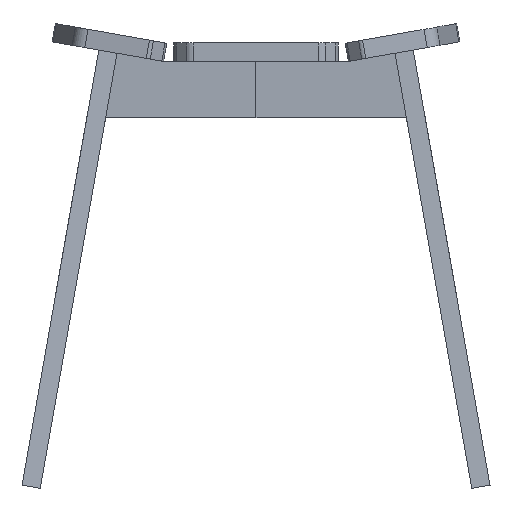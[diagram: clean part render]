
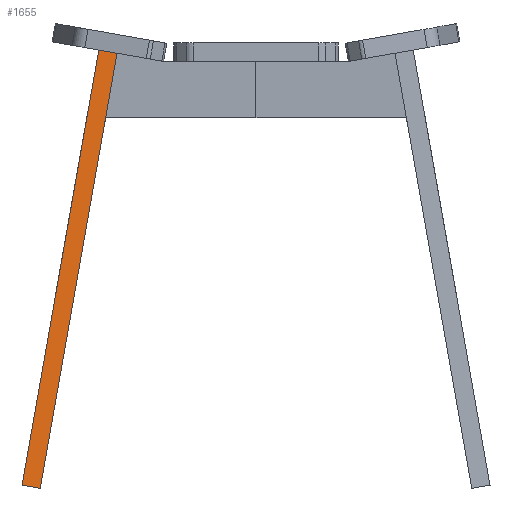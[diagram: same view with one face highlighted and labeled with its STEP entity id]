
A CAD part, left-side view. The second image highlights one B-rep face of the part: STEP entity #1655.
In plain terms, the highlighted planar face has unit normal (-0.996, -0.016, 0.09).
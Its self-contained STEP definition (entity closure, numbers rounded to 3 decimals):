
#1655 = ADVANCED_FACE('',(#1656),#1670,.T.);
#1656 = FACE_BOUND('',#1657,.T.);
#1657 = EDGE_LOOP('',(#1658,#1693,#1721,#1749));
#1658 = ORIENTED_EDGE('',*,*,#1659,.T.);
#1659 = EDGE_CURVE('',#1660,#1662,#1664,.T.);
#1660 = VERTEX_POINT('',#1661);
#1661 = CARTESIAN_POINT('',(-124.359,228.723,
    10.572));
#1662 = VERTEX_POINT('',#1663);
#1663 = CARTESIAN_POINT('',(-124.359,210.997,
    7.446));
#1664 = SURFACE_CURVE('',#1665,(#1669,#1681),.PCURVE_S1.);
#1665 = LINE('',#1666,#1667);
#1666 = CARTESIAN_POINT('',(-124.359,228.723,
    10.572));
#1667 = VECTOR('',#1668,1.);
#1668 = DIRECTION('',(0.,-0.985,-0.174));
#1669 = PCURVE('',#1670,#1675);
#1670 = PLANE('',#1671);
#1671 = AXIS2_PLACEMENT_3D('',#1672,#1673,#1674);
#1672 = CARTESIAN_POINT('',(-124.359,228.723,
    10.572));
#1673 = DIRECTION('',(-0.996,-0.016,
    0.09));
#1674 = DIRECTION('',(0.091,-0.173,0.981
    ));
#1675 = DEFINITIONAL_REPRESENTATION('',(#1676),#1680);
#1676 = LINE('',#1677,#1678);
#1677 = CARTESIAN_POINT('',(0.,0.));
#1678 = VECTOR('',#1679,1.);
#1679 = DIRECTION('',(0.,-1.));
#1680 = ( GEOMETRIC_REPRESENTATION_CONTEXT(2) 
PARAMETRIC_REPRESENTATION_CONTEXT() REPRESENTATION_CONTEXT('2D SPACE',''
  ) );
#1681 = PCURVE('',#1682,#1687);
#1682 = PLANE('',#1683);
#1683 = AXIS2_PLACEMENT_3D('',#1684,#1685,#1686);
#1684 = CARTESIAN_POINT('',(-99.359,228.723,
    10.572));
#1685 = DIRECTION('',(0.,0.174,-0.985));
#1686 = DIRECTION('',(-1.,0.,0.));
#1687 = DEFINITIONAL_REPRESENTATION('',(#1688),#1692);
#1688 = LINE('',#1689,#1690);
#1689 = CARTESIAN_POINT('',(25.,0.));
#1690 = VECTOR('',#1691,1.);
#1691 = DIRECTION('',(0.,-1.));
#1692 = ( GEOMETRIC_REPRESENTATION_CONTEXT(2) 
PARAMETRIC_REPRESENTATION_CONTEXT() REPRESENTATION_CONTEXT('2D SPACE',''
  ) );
#1693 = ORIENTED_EDGE('',*,*,#1694,.T.);
#1694 = EDGE_CURVE('',#1662,#1695,#1697,.T.);
#1695 = VERTEX_POINT('',#1696);
#1696 = CARTESIAN_POINT('',(-85.,136.328,430.914));
#1697 = SURFACE_CURVE('',#1698,(#1702,#1709),.PCURVE_S1.);
#1698 = LINE('',#1699,#1700);
#1699 = CARTESIAN_POINT('',(-124.359,210.997,
    7.446));
#1700 = VECTOR('',#1701,1.);
#1701 = DIRECTION('',(0.091,-0.173,0.981
    ));
#1702 = PCURVE('',#1670,#1703);
#1703 = DEFINITIONAL_REPRESENTATION('',(#1704),#1708);
#1704 = LINE('',#1705,#1706);
#1705 = CARTESIAN_POINT('',(0.,-18.));
#1706 = VECTOR('',#1707,1.);
#1707 = DIRECTION('',(1.,0.));
#1708 = ( GEOMETRIC_REPRESENTATION_CONTEXT(2) 
PARAMETRIC_REPRESENTATION_CONTEXT() REPRESENTATION_CONTEXT('2D SPACE',''
  ) );
#1709 = PCURVE('',#1710,#1715);
#1710 = PLANE('',#1711);
#1711 = AXIS2_PLACEMENT_3D('',#1712,#1713,#1714);
#1712 = CARTESIAN_POINT('',(-124.359,210.997,
    7.446));
#1713 = DIRECTION('',(0.,-0.985,-0.174));
#1714 = DIRECTION('',(0.,0.174,-0.985));
#1715 = DEFINITIONAL_REPRESENTATION('',(#1716),#1720);
#1716 = LINE('',#1717,#1718);
#1717 = CARTESIAN_POINT('',(0.,0.));
#1718 = VECTOR('',#1719,1.);
#1719 = DIRECTION('',(-0.996,0.091));
#1720 = ( GEOMETRIC_REPRESENTATION_CONTEXT(2) 
PARAMETRIC_REPRESENTATION_CONTEXT() REPRESENTATION_CONTEXT('2D SPACE',''
  ) );
#1721 = ORIENTED_EDGE('',*,*,#1722,.F.);
#1722 = EDGE_CURVE('',#1723,#1695,#1725,.T.);
#1723 = VERTEX_POINT('',#1724);
#1724 = CARTESIAN_POINT('',(-85.,154.054,434.039));
#1725 = SURFACE_CURVE('',#1726,(#1730,#1737),.PCURVE_S1.);
#1726 = LINE('',#1727,#1728);
#1727 = CARTESIAN_POINT('',(-85.,154.054,434.039));
#1728 = VECTOR('',#1729,1.);
#1729 = DIRECTION('',(0.,-0.985,-0.174));
#1730 = PCURVE('',#1670,#1731);
#1731 = DEFINITIONAL_REPRESENTATION('',(#1732),#1736);
#1732 = LINE('',#1733,#1734);
#1733 = CARTESIAN_POINT('',(431.798,0.));
#1734 = VECTOR('',#1735,1.);
#1735 = DIRECTION('',(0.,-1.));
#1736 = ( GEOMETRIC_REPRESENTATION_CONTEXT(2) 
PARAMETRIC_REPRESENTATION_CONTEXT() REPRESENTATION_CONTEXT('2D SPACE',''
  ) );
#1737 = PCURVE('',#1738,#1743);
#1738 = PLANE('',#1739);
#1739 = AXIS2_PLACEMENT_3D('',#1740,#1741,#1742);
#1740 = CARTESIAN_POINT('',(-85.,154.054,434.039));
#1741 = DIRECTION('',(0.,-0.174,0.985));
#1742 = DIRECTION('',(1.,0.,0.));
#1743 = DEFINITIONAL_REPRESENTATION('',(#1744),#1748);
#1744 = LINE('',#1745,#1746);
#1745 = CARTESIAN_POINT('',(0.,0.));
#1746 = VECTOR('',#1747,1.);
#1747 = DIRECTION('',(0.,-1.));
#1748 = ( GEOMETRIC_REPRESENTATION_CONTEXT(2) 
PARAMETRIC_REPRESENTATION_CONTEXT() REPRESENTATION_CONTEXT('2D SPACE',''
  ) );
#1749 = ORIENTED_EDGE('',*,*,#1750,.F.);
#1750 = EDGE_CURVE('',#1660,#1723,#1751,.T.);
#1751 = SURFACE_CURVE('',#1752,(#1756,#1763),.PCURVE_S1.);
#1752 = LINE('',#1753,#1754);
#1753 = CARTESIAN_POINT('',(-124.359,228.723,
    10.572));
#1754 = VECTOR('',#1755,1.);
#1755 = DIRECTION('',(0.091,-0.173,0.981
    ));
#1756 = PCURVE('',#1670,#1757);
#1757 = DEFINITIONAL_REPRESENTATION('',(#1758),#1762);
#1758 = LINE('',#1759,#1760);
#1759 = CARTESIAN_POINT('',(0.,0.));
#1760 = VECTOR('',#1761,1.);
#1761 = DIRECTION('',(1.,0.));
#1762 = ( GEOMETRIC_REPRESENTATION_CONTEXT(2) 
PARAMETRIC_REPRESENTATION_CONTEXT() REPRESENTATION_CONTEXT('2D SPACE',''
  ) );
#1763 = PCURVE('',#1764,#1769);
#1764 = PLANE('',#1765);
#1765 = AXIS2_PLACEMENT_3D('',#1766,#1767,#1768);
#1766 = CARTESIAN_POINT('',(-124.359,228.723,
    10.572));
#1767 = DIRECTION('',(0.,-0.985,-0.174));
#1768 = DIRECTION('',(0.,0.174,-0.985));
#1769 = DEFINITIONAL_REPRESENTATION('',(#1770),#1774);
#1770 = LINE('',#1771,#1772);
#1771 = CARTESIAN_POINT('',(0.,0.));
#1772 = VECTOR('',#1773,1.);
#1773 = DIRECTION('',(-0.996,0.091));
#1774 = ( GEOMETRIC_REPRESENTATION_CONTEXT(2) 
PARAMETRIC_REPRESENTATION_CONTEXT() REPRESENTATION_CONTEXT('2D SPACE',''
  ) );
